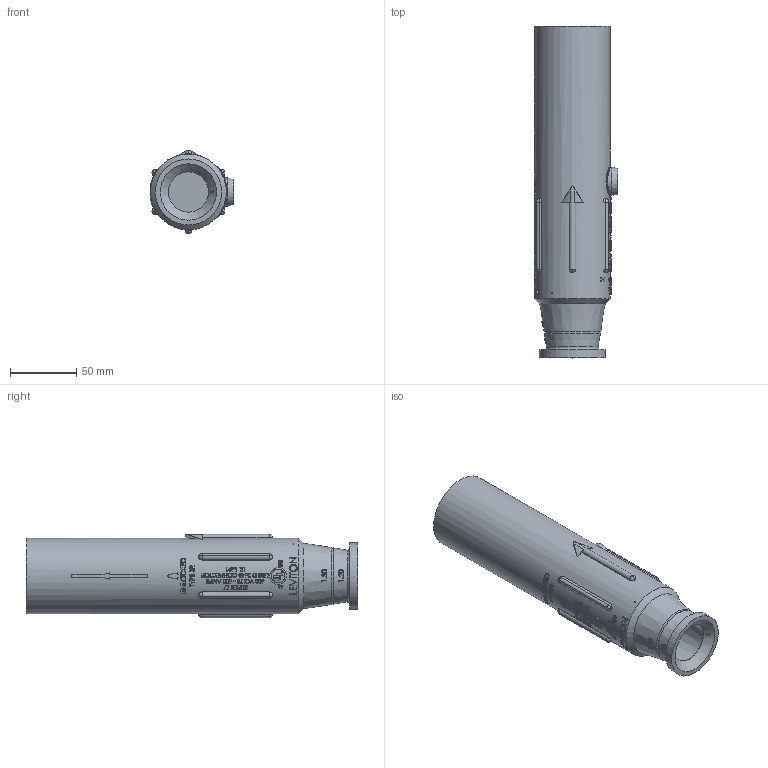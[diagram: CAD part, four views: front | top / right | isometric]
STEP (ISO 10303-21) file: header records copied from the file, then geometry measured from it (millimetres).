
FILE_DESCRIPTION (( 'STEP AP214' ), '1' );
FILE_NAME ('ORC4724-M01.STEP', '2024-05-14T18:09:41', ( '' ), ( '' ), 'SwSTEP 2.0', 'SolidWorks 2020', '' );
FILE_SCHEMA (( 'AUTOMOTIVE_DESIGN' ));
Length unit declared in the file: inch
Products named in the file (1): ORC4724-M01
Bounding box: 63.5 x 251.29 x 62.99 mm (x, y, z)
Volume: 443484.4 mm3; surface area: 113327.9 mm2
Topology: 5 solids, 5 shells, 2713 faces, 7168 edges, 4746 vertices
Faces by surface type: plane 1408, bspline 860, cylinder 383, cone 31, sphere 22, torus 9
Full cylindrical faces by diameter (mm): 2.083 x1, 3.658 x12, 4.132 x1, 6.35 x2, 6.604 x1, 7.671 x1, 7.925 x2, 10.348 x1, 10.922 x2, 11.43 x1, 12.7 x1, 21.59 x1, 28.499 x1, 30.48 x1, 37.846 x1, 38.1 x2, 40.792 x1, 44.45 x2, 50.038 x1, 57.404 x1
Entity records: 164534 total; most frequent: CARTESIAN_POINT 71615, ORIENTED_EDGE 14086, DIRECTION 8568, EDGE_CURVE 7043, VERTEX_POINT 4695, VECTOR 3188, LINE 3188, EDGE_LOOP 3056
